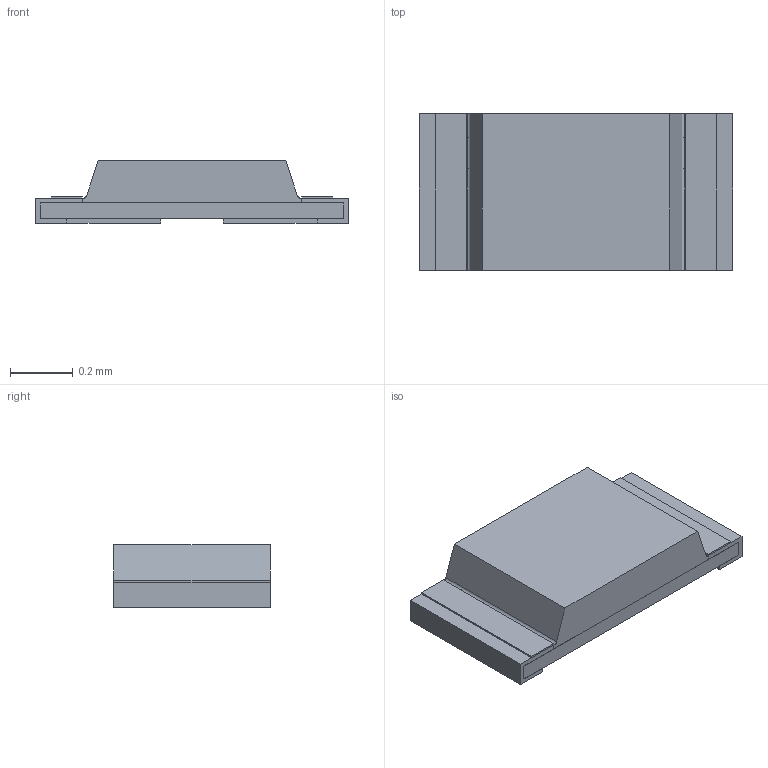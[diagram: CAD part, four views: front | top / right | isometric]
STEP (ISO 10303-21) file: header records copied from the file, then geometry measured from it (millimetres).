
FILE_DESCRIPTION(('FreeCAD Model'),'2;1');
FILE_NAME('APG1005-ORANGE-3.step','2018-05-17T14:32:33',('Author'),('' ),'Open CASCADE STEP processor 7.2','FreeCAD','Unknown');
FILE_SCHEMA(('AUTOMOTIVE_DESIGN { 1 0 10303 214 1 1 1 1 }'));
Length unit declared in the file: millimetre
Products named in the file (1): APG1005
Bounding box: 1 x 0.5 x 0.2 mm (x, y, z)
Surface area: 3.4 mm2 (no closed solid volume)
Topology: 0 solids, 70 shells, 70 faces, 359 edges, 366 vertices
Faces by surface type: bspline 68, revolution 2
Entity records: 4286 total; most frequent: CARTESIAN_POINT 1025, DIRECTION 354, ORIENTED_EDGE 352, EDGE_CURVE 352, VERTEX_POINT 352, LINE 342, VECTOR 342, STYLED_ITEM 77
